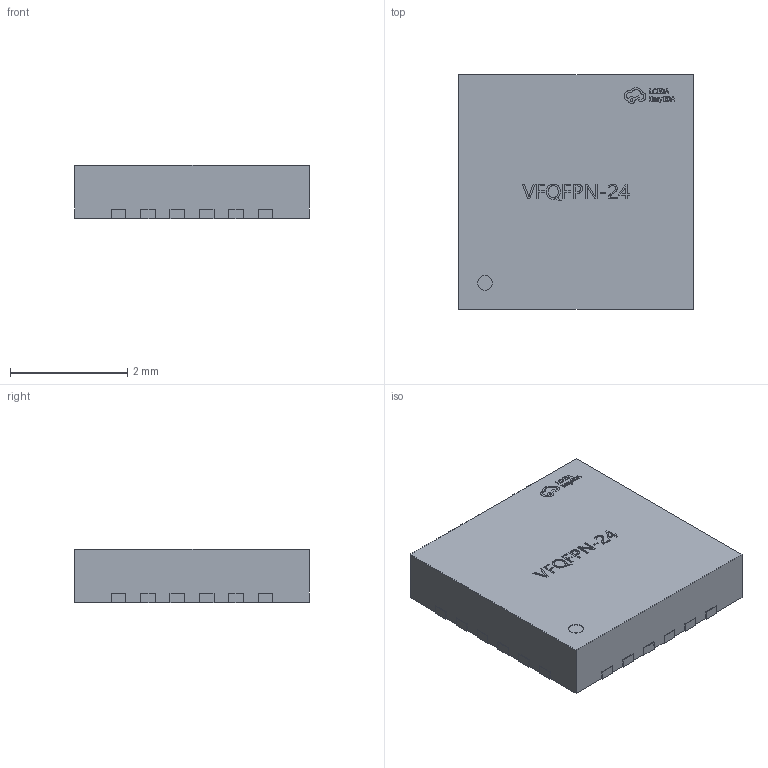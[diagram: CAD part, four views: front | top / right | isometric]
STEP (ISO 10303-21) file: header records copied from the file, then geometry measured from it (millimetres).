
FILE_DESCRIPTION (( 'STEP AP214' ), '1' );
FILE_NAME ('VFQFPN-24_L4.0-W4.0-H0.9-P0.50.step', '2022-07-15T04:05:25', ( '' ), ( '' ), 'SwSTEP 2.0', 'SolidWorks 2020', '' );
FILE_SCHEMA (( 'AUTOMOTIVE_DESIGN' ));
Length unit declared in the file: millimetre
Products named in the file (1): VFQFPN-24_L4.0-W4.0-H0.9-P0.50
Bounding box: 4.02 x 4.02 x 0.91 mm (x, y, z)
Volume: 14.5 mm3; surface area: 47.3 mm2
Topology: 14 solids, 14 shells, 563 faces, 1542 edges, 1028 vertices
Faces by surface type: plane 419, bspline 142, cylinder 2
Entity records: 26624 total; most frequent: CARTESIAN_POINT 6932, ORIENTED_EDGE 3084, DIRECTION 2102, EDGE_CURVE 1542, LINE 1250, VECTOR 1250, VERTEX_POINT 1028, EDGE_LOOP 596
